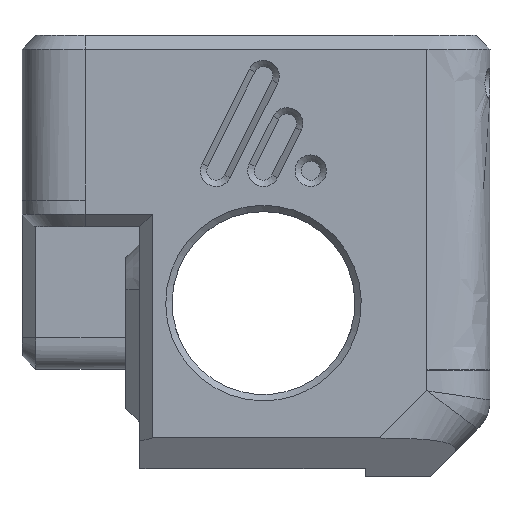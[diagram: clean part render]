
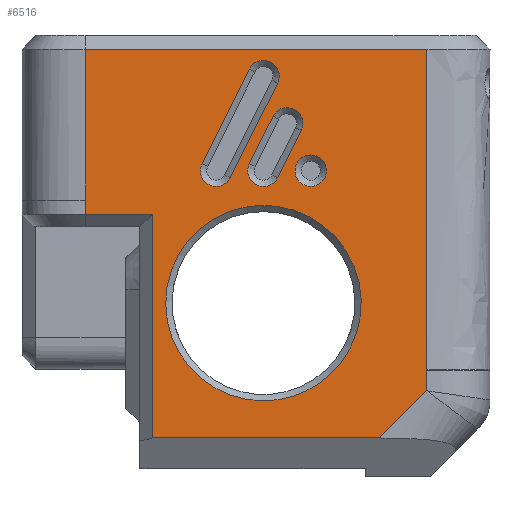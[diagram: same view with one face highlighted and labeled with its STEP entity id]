
A CAD part, front view. The second image highlights one B-rep face of the part: STEP entity #6516.
In plain terms, the highlighted planar face has unit normal (0, -1, 0).
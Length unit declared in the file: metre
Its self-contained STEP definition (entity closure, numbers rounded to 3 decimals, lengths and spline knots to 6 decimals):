
#207=CIRCLE('',#6718,0.015498);
#250=CIRCLE('',#6848,0.0025);
#251=CIRCLE('',#6851,0.0025);
#252=CIRCLE('',#6853,0.0025);
#253=CIRCLE('',#6856,0.0025);
#254=CIRCLE('',#6859,0.0025);
#351=B_SPLINE_CURVE_WITH_KNOTS('',3,(#9273,#9274,#9275,#9276),
 .UNSPECIFIED.,.F.,.F.,(4,4),(0.,1.),.UNSPECIFIED.);
#433=B_SPLINE_CURVE_WITH_KNOTS('',3,(#10638,#10639,#10640,#10641),
 .UNSPECIFIED.,.F.,.F.,(4,4),(0.,1.),.UNSPECIFIED.);
#446=B_SPLINE_CURVE_WITH_KNOTS('',3,(#11142,#11143,#11144,#11145,#11146,
#11147,#11148),.UNSPECIFIED.,.F.,.F.,(4,1,1,1,4),(0.,
0.006774,0.013547,0.027095,0.05419),
 .UNSPECIFIED.);
#449=B_SPLINE_CURVE_WITH_KNOTS('',3,(#11232,#11233,#11234,#11235),
 .UNSPECIFIED.,.F.,.F.,(4,4),(0.,1.),.UNSPECIFIED.);
#1909=ORIENTED_EDGE('',*,*,#3121,.F.);
#1910=ORIENTED_EDGE('',*,*,#3119,.F.);
#1911=ORIENTED_EDGE('',*,*,#3117,.F.);
#1912=ORIENTED_EDGE('',*,*,#3116,.F.);
#1913=ORIENTED_EDGE('',*,*,#3113,.F.);
#1914=ORIENTED_EDGE('',*,*,#3112,.F.);
#1915=ORIENTED_EDGE('',*,*,#3110,.T.);
#1916=ORIENTED_EDGE('',*,*,#3108,.F.);
#1917=ORIENTED_EDGE('',*,*,#3107,.T.);
#1918=ORIENTED_EDGE('',*,*,#3318,.T.);
#1919=ORIENTED_EDGE('',*,*,#2754,.T.);
#1920=ORIENTED_EDGE('',*,*,#3159,.T.);
#1921=ORIENTED_EDGE('',*,*,#3154,.T.);
#1922=ORIENTED_EDGE('',*,*,#3103,.T.);
#1923=ORIENTED_EDGE('',*,*,#3101,.T.);
#1924=ORIENTED_EDGE('',*,*,#3100,.T.);
#1925=ORIENTED_EDGE('',*,*,#3324,.T.);
#1926=ORIENTED_EDGE('',*,*,#2489,.F.);
#1927=ORIENTED_EDGE('',*,*,#3325,.T.);
#1928=ORIENTED_EDGE('',*,*,#2719,.F.);
#2489=EDGE_CURVE('',#3465,#3466,#4108,.T.);
#2719=EDGE_CURVE('',#3664,#3664,#207,.T.);
#2754=EDGE_CURVE('',#3695,#3694,#351,.T.);
#3100=EDGE_CURVE('',#3904,#3927,#4472,.T.);
#3101=EDGE_CURVE('',#3928,#3904,#4473,.T.);
#3103=EDGE_CURVE('',#3929,#3928,#433,.T.);
#3107=EDGE_CURVE('',#3930,#3931,#4476,.T.);
#3108=EDGE_CURVE('',#3930,#3932,#250,.T.);
#3110=EDGE_CURVE('',#3933,#3932,#4478,.T.);
#3112=EDGE_CURVE('',#3933,#3931,#251,.T.);
#3113=EDGE_CURVE('',#3934,#3934,#252,.T.);
#3116=EDGE_CURVE('',#3936,#3935,#4482,.T.);
#3117=EDGE_CURVE('',#3935,#3937,#253,.T.);
#3119=EDGE_CURVE('',#3937,#3938,#4484,.T.);
#3121=EDGE_CURVE('',#3938,#3936,#254,.T.);
#3154=EDGE_CURVE('',#3958,#3929,#446,.T.);
#3159=EDGE_CURVE('',#3694,#3958,#449,.T.);
#3318=EDGE_CURVE('',#4065,#3695,#4613,.T.);
#3324=EDGE_CURVE('',#3927,#3466,#4618,.T.);
#3325=EDGE_CURVE('',#3465,#4065,#4619,.T.);
#3465=VERTEX_POINT('',#8409);
#3466=VERTEX_POINT('',#8411);
#3664=VERTEX_POINT('',#9113);
#3694=VERTEX_POINT('',#9272);
#3695=VERTEX_POINT('',#9277);
#3904=VERTEX_POINT('',#10478);
#3927=VERTEX_POINT('',#10610);
#3928=VERTEX_POINT('',#10621);
#3929=VERTEX_POINT('',#10642);
#3930=VERTEX_POINT('',#10654);
#3931=VERTEX_POINT('',#10656);
#3932=VERTEX_POINT('',#10660);
#3933=VERTEX_POINT('',#10664);
#3934=VERTEX_POINT('',#10670);
#3935=VERTEX_POINT('',#10673);
#3936=VERTEX_POINT('',#10675);
#3937=VERTEX_POINT('',#10679);
#3938=VERTEX_POINT('',#10683);
#3958=VERTEX_POINT('',#11149);
#4065=VERTEX_POINT('',#11698);
#4108=LINE('',#8410,#4712);
#4472=LINE('',#10611,#5076);
#4473=LINE('',#10620,#5077);
#4476=LINE('',#10657,#5080);
#4478=LINE('',#10663,#5082);
#4482=LINE('',#10676,#5086);
#4484=LINE('',#10682,#5088);
#4613=LINE('',#11697,#5217);
#4618=LINE('',#11713,#5222);
#4619=LINE('',#11714,#5223);
#4712=VECTOR('',#7032,1.);
#5076=VECTOR('',#7804,1.);
#5077=VECTOR('',#7805,1.);
#5080=VECTOR('',#7810,1.);
#5082=VECTOR('',#7818,1.);
#5086=VECTOR('',#7832,1.);
#5088=VECTOR('',#7840,1.);
#5217=VECTOR('',#8137,1.);
#5222=VECTOR('',#8146,1.);
#5223=VECTOR('',#8147,1.);
#5573=EDGE_LOOP('',(#1909,#1910,#1911,#1912));
#5574=EDGE_LOOP('',(#1913));
#5575=EDGE_LOOP('',(#1914,#1915,#1916,#1917));
#5576=EDGE_LOOP('',(#1918,#1919,#1920,#1921,#1922,#1923,#1924,#1925,#1926,
#1927));
#5577=EDGE_LOOP('',(#1928));
#5959=FACE_BOUND('',#5573,.T.);
#5960=FACE_BOUND('',#5574,.T.);
#5961=FACE_BOUND('',#5575,.T.);
#5962=FACE_BOUND('',#5576,.T.);
#5963=FACE_BOUND('',#5577,.T.);
#6219=PLANE('',#6943);
#6516=ADVANCED_FACE('',(#5959,#5960,#5961,#5962,#5963),#6219,.T.);
#6718=AXIS2_PLACEMENT_3D('',#9112,#7303,#7304);
#6848=AXIS2_PLACEMENT_3D('',#10659,#7813,#7814);
#6851=AXIS2_PLACEMENT_3D('',#10667,#7822,#7823);
#6853=AXIS2_PLACEMENT_3D('',#10669,#7826,#7827);
#6856=AXIS2_PLACEMENT_3D('',#10678,#7835,#7836);
#6859=AXIS2_PLACEMENT_3D('',#10686,#7844,#7845);
#6943=AXIS2_PLACEMENT_3D('',#11712,#8144,#8145);
#7032=DIRECTION('',(-1.,0.,0.));
#7303=DIRECTION('',(0.,-1.,0.));
#7304=DIRECTION('',(0.,0.,-1.));
#7804=DIRECTION('',(1.,0.,0.));
#7805=DIRECTION('',(0.,0.,-1.));
#7810=DIRECTION('',(-0.447,0.,-0.894));
#7813=DIRECTION('',(0.,-1.,0.));
#7814=DIRECTION('',(0.,0.,-1.));
#7818=DIRECTION('',(0.447,0.,0.894));
#7822=DIRECTION('',(0.,-1.,0.));
#7823=DIRECTION('',(0.,0.,-1.));
#7826=DIRECTION('',(0.,-1.,0.));
#7827=DIRECTION('',(0.,0.,-1.));
#7832=DIRECTION('',(0.447,0.,0.894));
#7835=DIRECTION('',(0.,-1.,0.));
#7836=DIRECTION('',(0.,0.,-1.));
#7840=DIRECTION('',(-0.447,0.,-0.894));
#7844=DIRECTION('',(0.,-1.,0.));
#7845=DIRECTION('',(0.,0.,-1.));
#8137=DIRECTION('',(0.,0.,1.));
#8144=DIRECTION('',(0.,-1.,0.));
#8145=DIRECTION('',(0.,0.,-1.));
#8146=DIRECTION('',(0.,0.,-1.));
#8147=DIRECTION('',(0.707,0.,0.707));
#8409=CARTESIAN_POINT('',(0.018435,-0.14101,-0.192773));
#8410=CARTESIAN_POINT('',(0.022832,-0.14101,-0.192773));
#8411=CARTESIAN_POINT('',(-0.017619,-0.14101,-0.192773));
#9112=CARTESIAN_POINT('',(0.,-0.14101,-0.171385));
#9113=CARTESIAN_POINT('',(0.,-0.14101,-0.186882));
#9272=CARTESIAN_POINT('',(0.025911,-0.14101,-0.181977));
#9273=CARTESIAN_POINT('',(0.025911,-0.14101,-0.182027));
#9274=CARTESIAN_POINT('',(0.025911,-0.14101,-0.18201));
#9275=CARTESIAN_POINT('',(0.025911,-0.14101,-0.181994));
#9276=CARTESIAN_POINT('',(0.025911,-0.14101,-0.181977));
#9277=CARTESIAN_POINT('',(0.025911,-0.14101,-0.182027));
#10478=CARTESIAN_POINT('',(-0.028279,-0.14101,-0.157301));
#10610=CARTESIAN_POINT('',(-0.017621,-0.14101,-0.157301));
#10611=CARTESIAN_POINT('',(-0.019621,-0.14101,-0.157301));
#10620=CARTESIAN_POINT('',(-0.028279,-0.14101,-0.156181));
#10621=CARTESIAN_POINT('',(-0.028279,-0.14101,-0.155061));
#10638=CARTESIAN_POINT('',(-0.028279,-0.14101,-0.131131));
#10639=CARTESIAN_POINT('',(-0.028279,-0.14101,-0.139108));
#10640=CARTESIAN_POINT('',(-0.028279,-0.14101,-0.147085));
#10641=CARTESIAN_POINT('',(-0.028279,-0.14101,-0.155061));
#10642=CARTESIAN_POINT('',(-0.028279,-0.14101,-0.131131));
#10654=CARTESIAN_POINT('',(0.002236,-0.14101,-0.136527));
#10656=CARTESIAN_POINT('',(-0.005264,-0.14101,-0.151527));
#10657=CARTESIAN_POINT('',(-0.002352,-0.14101,-0.145704));
#10659=CARTESIAN_POINT('',(0.,-0.14101,-0.135409));
#10660=CARTESIAN_POINT('',(-0.002236,-0.14101,-0.134291));
#10663=CARTESIAN_POINT('',(-0.005986,-0.14101,-0.141791));
#10664=CARTESIAN_POINT('',(-0.009736,-0.14101,-0.149291));
#10667=CARTESIAN_POINT('',(-0.0075,-0.14101,-0.150409));
#10669=CARTESIAN_POINT('',(0.0075,-0.14101,-0.150409));
#10670=CARTESIAN_POINT('',(0.0075,-0.14101,-0.152909));
#10673=CARTESIAN_POINT('',(0.005986,-0.14101,-0.144027));
#10675=CARTESIAN_POINT('',(0.002236,-0.14101,-0.151527));
#10676=CARTESIAN_POINT('',(0.002516,-0.14101,-0.150968));
#10678=CARTESIAN_POINT('',(0.00375,-0.14101,-0.142909));
#10679=CARTESIAN_POINT('',(0.001514,-0.14101,-0.141791));
#10682=CARTESIAN_POINT('',(0.000757,-0.14101,-0.143305));
#10683=CARTESIAN_POINT('',(-0.002236,-0.14101,-0.149291));
#10686=CARTESIAN_POINT('',(0.,-0.14101,-0.150409));
#11142=CARTESIAN_POINT('',(0.025911,-0.14101,-0.131132));
#11143=CARTESIAN_POINT('',(0.023653,-0.14101,-0.13112));
#11144=CARTESIAN_POINT('',(0.019137,-0.14101,-0.131136));
#11145=CARTESIAN_POINT('',(0.010105,-0.14101,-0.131129));
#11146=CARTESIAN_POINT('',(-0.0057,-0.14101,-0.131134));
#11147=CARTESIAN_POINT('',(-0.019248,-0.14101,-0.131131));
#11148=CARTESIAN_POINT('',(-0.028279,-0.14101,-0.131131));
#11149=CARTESIAN_POINT('',(0.025911,-0.14101,-0.131132));
#11232=CARTESIAN_POINT('',(0.025911,-0.14101,-0.181977));
#11233=CARTESIAN_POINT('',(0.025911,-0.14101,-0.165029));
#11234=CARTESIAN_POINT('',(0.025911,-0.14101,-0.14808));
#11235=CARTESIAN_POINT('',(0.025911,-0.14101,-0.131132));
#11697=CARTESIAN_POINT('',(0.025911,-0.14101,-0.183662));
#11698=CARTESIAN_POINT('',(0.025911,-0.14101,-0.185297));
#11712=CARTESIAN_POINT('',(-0.019621,-0.14101,-0.149087));
#11713=CARTESIAN_POINT('',(-0.017619,-0.14101,-0.149087));
#11714=CARTESIAN_POINT('',(0.022173,-0.14101,-0.189035));
